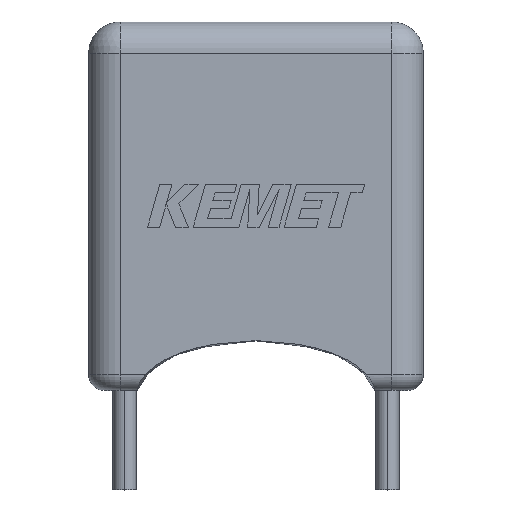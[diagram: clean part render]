
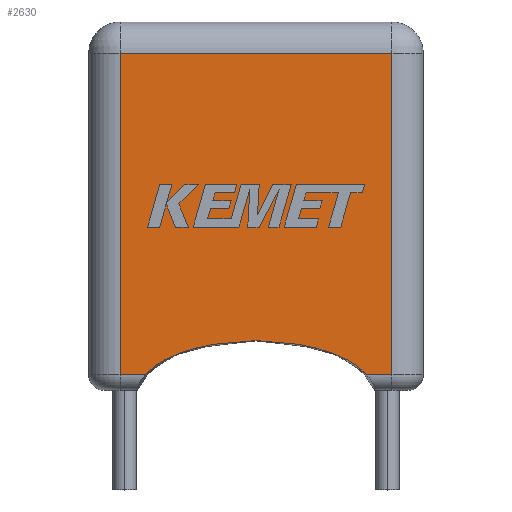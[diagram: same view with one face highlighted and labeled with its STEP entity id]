
A CAD part, top view. The second image highlights one B-rep face of the part: STEP entity #2630.
In plain terms, the highlighted planar face has unit normal (0, 0, 1).
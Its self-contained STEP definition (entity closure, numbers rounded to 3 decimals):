
#60 = CARTESIAN_POINT ( 'NONE',  ( 5.335, 1.58, 6.35 ) ) ;
#63 = CARTESIAN_POINT ( 'NONE',  ( 8.86, 0.5, 6.35 ) ) ;
#125 = CARTESIAN_POINT ( 'NONE',  ( 1., 0.5, 6.35 ) ) ;
#127 = EDGE_LOOP ( 'NONE', ( #3256, #3528, #2525, #1572, #1453, #2639, #3371 ) ) ;
#151 = EDGE_CURVE ( 'NONE', #1757, #3030, #441, .T. ) ;
#211 = EDGE_CURVE ( 'NONE', #3853, #506, #503, .T. ) ;
#220 = CARTESIAN_POINT ( 'NONE',  ( 0., 0.5, 6.35 ) ) ;
#340 = CARTESIAN_POINT ( 'NONE',  ( 8.218, 1.236, 6.35 ) ) ;
#420 = DIRECTION ( 'NONE',  ( 1., 0., 0. ) ) ;
#441 = LINE ( 'NONE', #1727, #859 ) ;
#503 = LINE ( 'NONE', #220, #2500 ) ;
#506 = VERTEX_POINT ( 'NONE', #2200 ) ;
#535 = VERTEX_POINT ( 'NONE', #60 ) ;
#761 = LINE ( 'NONE', #2041, #3903 ) ;
#799 = CARTESIAN_POINT ( 'NONE',  ( 2.452, 1.236, 6.35 ) ) ;
#859 = VECTOR ( 'NONE', #420, 1000. ) ;
#884 = DIRECTION ( 'NONE',  ( -1., 0., 0. ) ) ;
#885 = CARTESIAN_POINT ( 'NONE',  ( 9.67, 0.5, 6.35 ) ) ;
#892 = DIRECTION ( 'NONE',  ( 1., 0., 0. ) ) ;
#947 = CARTESIAN_POINT ( 'NONE',  ( 8.86, 0.5, 6.35 ) ) ;
#1114 = CARTESIAN_POINT ( 'NONE',  ( 4.015, 1.58, 6.35 ) ) ;
#1252 = PLANE ( 'NONE',  #2721 ) ;
#1453 = ORIENTED_EDGE ( 'NONE', *, *, #2489, .T. ) ;
#1572 = ORIENTED_EDGE ( 'NONE', *, *, #2279, .T. ) ;
#1583 = B_SPLINE_CURVE_WITH_KNOTS ( 'NONE', 3,
 ( #3282, #3598, #340, #63 ),
 .UNSPECIFIED., .F., .F.,
 ( 4, 4 ),
 ( 0., 0.83 ),
 .UNSPECIFIED. ) ;
#1667 = CARTESIAN_POINT ( 'NONE',  ( 0., 0., 6.35 ) ) ;
#1727 = CARTESIAN_POINT ( 'NONE',  ( 0., 0.5, 6.35 ) ) ;
#1749 = VECTOR ( 'NONE', #2258, 1000. ) ;
#1757 = VERTEX_POINT ( 'NONE', #947 ) ;
#1766 = CARTESIAN_POINT ( 'NONE',  ( 1.81, 0.5, 6.35 ) ) ;
#1924 = DIRECTION ( 'NONE',  ( 0., 0., -1. ) ) ;
#2041 = CARTESIAN_POINT ( 'NONE',  ( 9.67, 0., 6.35 ) ) ;
#2200 = CARTESIAN_POINT ( 'NONE',  ( 1.81, 0.5, 6.35 ) ) ;
#2258 = DIRECTION ( 'NONE',  ( 0., -1., 0. ) ) ;
#2279 = EDGE_CURVE ( 'NONE', #3996, #3342, #2509, .T. ) ;
#2489 = EDGE_CURVE ( 'NONE', #3342, #3853, #2808, .T. ) ;
#2500 = VECTOR ( 'NONE', #892, 1000. ) ;
#2509 = LINE ( 'NONE', #3823, #3208 ) ;
#2525 = ORIENTED_EDGE ( 'NONE', *, *, #2712, .T. ) ;
#2630 = ADVANCED_FACE ( 'NONE', ( #4145 ), #1252, .F. ) ;
#2639 = ORIENTED_EDGE ( 'NONE', *, *, #211, .T. ) ;
#2712 = EDGE_CURVE ( 'NONE', #3030, #3996, #761, .T. ) ;
#2721 = AXIS2_PLACEMENT_3D ( 'NONE', #1667, #1924, #3585 ) ;
#2742 = CARTESIAN_POINT ( 'NONE',  ( 5.335, 1.58, 6.35 ) ) ;
#2808 = LINE ( 'NONE', #3819, #1749 ) ;
#3030 = VERTEX_POINT ( 'NONE', #885 ) ;
#3208 = VECTOR ( 'NONE', #884, 1000. ) ;
#3256 = ORIENTED_EDGE ( 'NONE', *, *, #3411, .T. ) ;
#3282 = CARTESIAN_POINT ( 'NONE',  ( 5.335, 1.58, 6.35 ) ) ;
#3342 = VERTEX_POINT ( 'NONE', #3513 ) ;
#3371 = ORIENTED_EDGE ( 'NONE', *, *, #3866, .F. ) ;
#3411 = EDGE_CURVE ( 'NONE', #535, #1757, #1583, .T. ) ;
#3480 = B_SPLINE_CURVE_WITH_KNOTS ( 'NONE', 3,
 ( #2742, #1114, #799, #1766 ),
 .UNSPECIFIED., .F., .F.,
 ( 4, 4 ),
 ( 0., 0.83 ),
 .UNSPECIFIED. ) ;
#3513 = CARTESIAN_POINT ( 'NONE',  ( 1., 10.74, 6.35 ) ) ;
#3528 = ORIENTED_EDGE ( 'NONE', *, *, #151, .T. ) ;
#3585 = DIRECTION ( 'NONE',  ( -1., 0., 0. ) ) ;
#3598 = CARTESIAN_POINT ( 'NONE',  ( 6.655, 1.58, 6.35 ) ) ;
#3737 = DIRECTION ( 'NONE',  ( 0., 1., 0. ) ) ;
#3819 = CARTESIAN_POINT ( 'NONE',  ( 1., 0., 6.35 ) ) ;
#3823 = CARTESIAN_POINT ( 'NONE',  ( 0., 10.74, 6.35 ) ) ;
#3853 = VERTEX_POINT ( 'NONE', #125 ) ;
#3866 = EDGE_CURVE ( 'NONE', #535, #506, #3480, .T. ) ;
#3894 = CARTESIAN_POINT ( 'NONE',  ( 9.67, 10.74, 6.35 ) ) ;
#3903 = VECTOR ( 'NONE', #3737, 1000. ) ;
#3996 = VERTEX_POINT ( 'NONE', #3894 ) ;
#4145 = FACE_OUTER_BOUND ( 'NONE', #127, .T. ) ;
